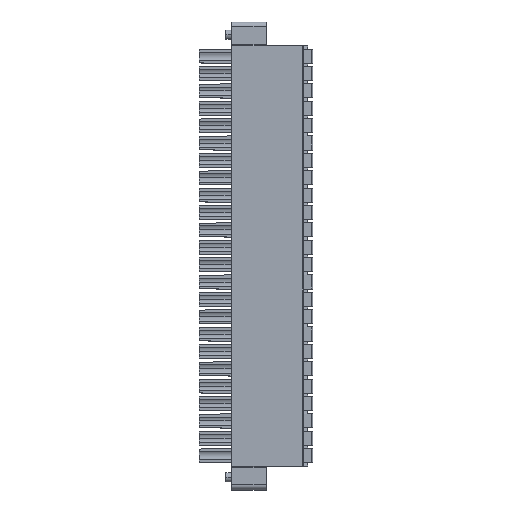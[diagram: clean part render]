
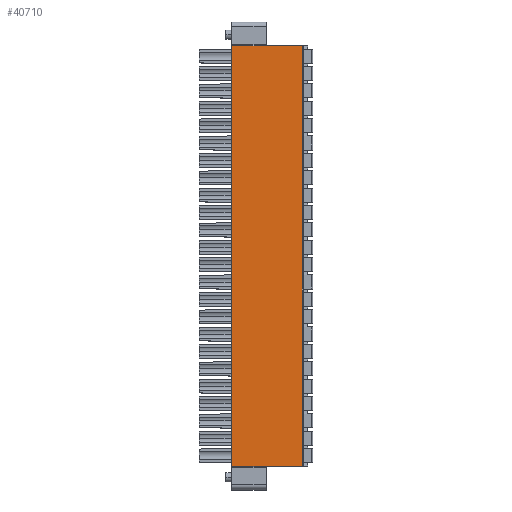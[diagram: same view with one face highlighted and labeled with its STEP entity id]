
A CAD part, top view. The second image highlights one B-rep face of the part: STEP entity #40710.
In plain terms, the highlighted planar face has unit normal (0, 0, 1).
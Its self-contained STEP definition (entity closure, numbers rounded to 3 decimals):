
#12668=DIRECTION('',(0.,1.,0.));
#12669=VECTOR('',#12668,84.7);
#12670=CARTESIAN_POINT('',(-6.625,-35.645,23.4));
#12671=LINE('',#12670,#12669);
#12672=DIRECTION('',(0.,-1.,0.));
#12673=VECTOR('',#12672,84.7);
#12674=CARTESIAN_POINT('',(7.575,49.055,23.4));
#12675=LINE('',#12674,#12673);
#12676=DIRECTION('',(-1.,0.,0.));
#12677=VECTOR('',#12676,6.95);
#12678=CARTESIAN_POINT('',(0.325,49.055,23.4));
#12679=LINE('',#12678,#12677);
#12760=DIRECTION('',(-1.,0.,0.));
#12761=VECTOR('',#12760,7.25);
#12762=CARTESIAN_POINT('',(7.575,49.055,23.4));
#12763=LINE('',#12762,#12761);
#13046=DIRECTION('',(1.,0.,0.));
#13047=VECTOR('',#13046,7.25);
#13048=CARTESIAN_POINT('',(0.325,-35.645,23.4));
#13049=LINE('',#13048,#13047);
#14735=DIRECTION('',(1.,0.,0.));
#14736=VECTOR('',#14735,6.95);
#14737=CARTESIAN_POINT('',(-6.625,-35.645,23.4));
#14738=LINE('',#14737,#14736);
#18393=CARTESIAN_POINT('',(-6.625,-35.645,23.4));
#18395=VERTEX_POINT('',#18393);
#18562=CARTESIAN_POINT('',(7.575,-35.645,23.4));
#18563=VERTEX_POINT('',#18562);
#18564=CARTESIAN_POINT('',(0.325,-35.645,23.4));
#18565=VERTEX_POINT('',#18564);
#23204=CARTESIAN_POINT('',(-6.625,49.055,23.4));
#23205=VERTEX_POINT('',#23204);
#23285=CARTESIAN_POINT('',(7.575,49.055,23.4));
#23286=VERTEX_POINT('',#23285);
#23287=CARTESIAN_POINT('',(0.325,49.055,23.4));
#23288=VERTEX_POINT('',#23287);
#40693=CARTESIAN_POINT('',(4.299,13.355,23.4));
#40694=DIRECTION('',(0.,0.,1.));
#40695=DIRECTION('',(-1.,0.,0.));
#40696=AXIS2_PLACEMENT_3D('',#40693,#40694,#40695);
#40697=PLANE('',#40696);
#40698=ORIENTED_EDGE('',*,*,#23513,.T.);
#40700=ORIENTED_EDGE('',*,*,#40699,.F.);
#40702=ORIENTED_EDGE('',*,*,#40701,.F.);
#40703=ORIENTED_EDGE('',*,*,#40683,.T.);
#40705=ORIENTED_EDGE('',*,*,#40704,.F.);
#40707=ORIENTED_EDGE('',*,*,#40706,.F.);
#40708=EDGE_LOOP('',(#40698,#40700,#40702,#40703,#40705,#40707));
#40709=FACE_OUTER_BOUND('',#40708,.F.);
#23513=EDGE_CURVE('',#18395,#23205,#12671,.T.);
#40683=EDGE_CURVE('',#23286,#18563,#12675,.T.);
#40699=EDGE_CURVE('',#23288,#23205,#12679,.T.);
#40701=EDGE_CURVE('',#23286,#23288,#12763,.T.);
#40704=EDGE_CURVE('',#18565,#18563,#13049,.T.);
#40706=EDGE_CURVE('',#18395,#18565,#14738,.T.);
#40710=ADVANCED_FACE('',(#40709),#40697,.T.);
